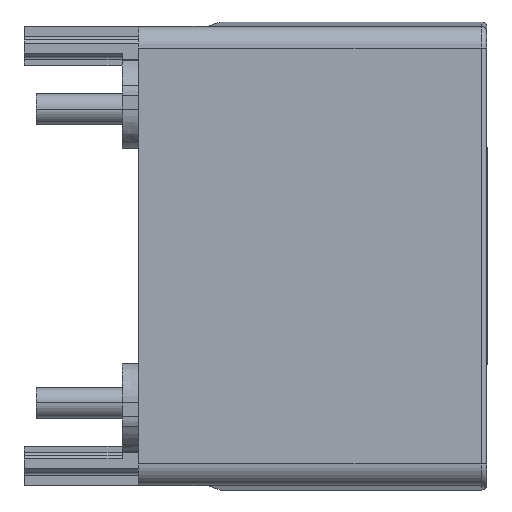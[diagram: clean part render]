
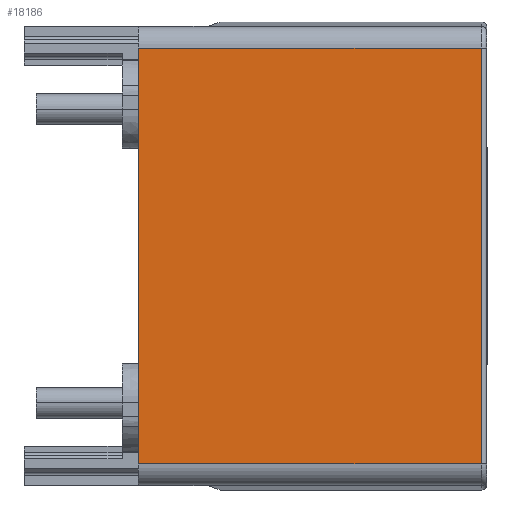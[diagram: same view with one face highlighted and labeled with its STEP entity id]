
A CAD part, left-side view. The second image highlights one B-rep face of the part: STEP entity #18186.
In plain terms, the highlighted planar face has unit normal (-1, 0, 0).
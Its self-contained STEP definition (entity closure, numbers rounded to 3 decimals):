
#4267=DIRECTION('',(0.,0.,-1.));
#4268=VECTOR('',#4267,38.2);
#4269=CARTESIAN_POINT('',(-59.5,32.,19.1));
#4270=LINE('',#4269,#4268);
#6226=DIRECTION('',(0.,0.,-1.));
#6227=VECTOR('',#6226,38.2);
#6228=CARTESIAN_POINT('',(-59.5,0.5,19.1));
#6229=LINE('',#6228,#6227);
#6230=DIRECTION('',(0.,-1.,0.));
#6231=VECTOR('',#6230,31.5);
#6232=CARTESIAN_POINT('',(-59.5,32.,-19.1));
#6233=LINE('',#6232,#6231);
#6234=DIRECTION('',(0.,-1.,0.));
#6235=VECTOR('',#6234,31.5);
#6236=CARTESIAN_POINT('',(-59.5,32.,19.1));
#6237=LINE('',#6236,#6235);
#8764=CARTESIAN_POINT('',(-59.5,32.,-19.1));
#8766=VERTEX_POINT('',#8764);
#8776=CARTESIAN_POINT('',(-59.5,32.,19.1));
#8777=VERTEX_POINT('',#8776);
#9108=CARTESIAN_POINT('',(-59.5,0.5,19.1));
#9109=VERTEX_POINT('',#9108);
#9112=CARTESIAN_POINT('',(-59.5,0.5,-19.1));
#9113=VERTEX_POINT('',#9112);
#18175=CARTESIAN_POINT('',(-59.5,0.,-21.1));
#18176=DIRECTION('',(-1.,0.,0.));
#18177=DIRECTION('',(0.,0.,1.));
#18178=AXIS2_PLACEMENT_3D('',#18175,#18176,#18177);
#18179=PLANE('',#18178);
#18180=ORIENTED_EDGE('',*,*,#13500,.T.);
#18181=ORIENTED_EDGE('',*,*,#13532,.F.);
#18182=ORIENTED_EDGE('',*,*,#15888,.F.);
#18183=ORIENTED_EDGE('',*,*,#18167,.T.);
#18184=EDGE_LOOP('',(#18180,#18181,#18182,#18183));
#18185=FACE_OUTER_BOUND('',#18184,.F.);
#18186=ADVANCED_FACE('',(#18185),#18179,.T.);
#13500=EDGE_CURVE('',#9109,#9113,#6229,.T.);
#13532=EDGE_CURVE('',#8766,#9113,#6233,.T.);
#15888=EDGE_CURVE('',#8777,#8766,#4270,.T.);
#18167=EDGE_CURVE('',#8777,#9109,#6237,.T.);
